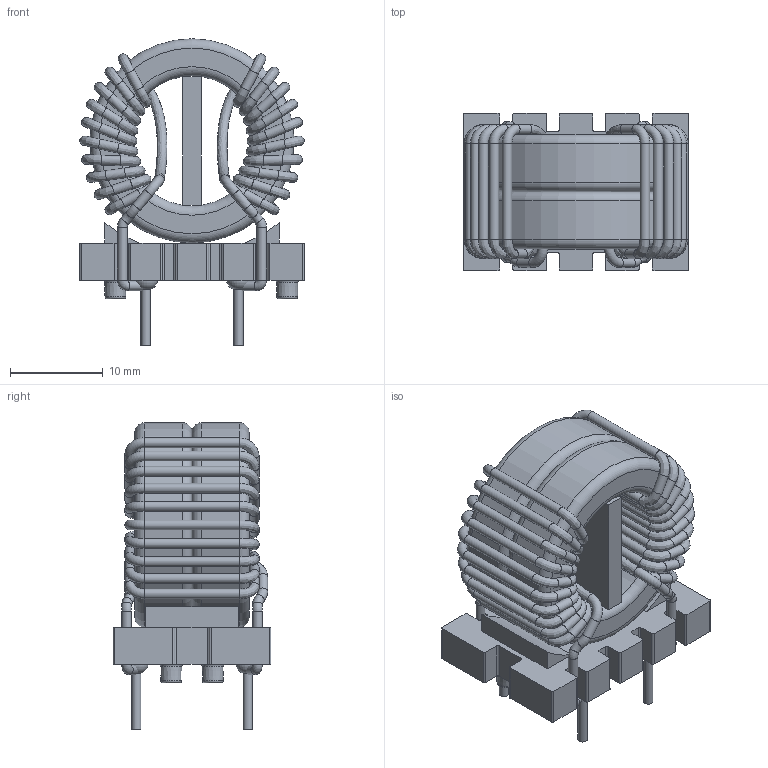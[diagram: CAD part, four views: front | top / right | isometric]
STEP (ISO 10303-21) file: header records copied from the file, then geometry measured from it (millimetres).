
FILE_DESCRIPTION(/* description */ ('Unknown'),/* implementation_level */ '2;1');
FILE_NAME(/* name */ 'L_Wurth_WE-ExB-L',/* time_stamp */ '2025-09-05T11:00:08+08:00',/* author */ ('Unknown'),/* organization */ ('Unknown'),/* preprocessor_version */ 'ST-DEVELOPER v19.4',/* originating_system */ 'Solid Edge',/* authorisation */ 'Unknown');
FILE_SCHEMA (('AUTOMOTIVE_DESIGN {1 0 10303 214 3 1 1}'));
Length unit declared in the file: millimetre
Products named in the file (2): L_Wurth_WE-ExB-L
Assembly tree (1 placements, depth 2):
  L_Wurth_WE-ExB-L
    L_Wurth_WE-ExB-L
Bounding box: 24.2 x 17 x 33 mm (x, y, z)
Volume: 5345.6 mm3; surface area: 6622.3 mm2
Topology: 6 solids, 6 shells, 348 faces, 774 edges, 452 vertices
Faces by surface type: cylinder 148, torus 78, plane 76, bspline 42, cone 4
Full cylindrical faces by diameter (mm): 1 x10, 1.05 x92, 14 x2, 22 x2
Entity records: 18488 total; most frequent: CARTESIAN_POINT 10808, DIRECTION 1470, ORIENTED_EDGE 1048, AXIS2_PLACEMENT_3D 642, EDGE_LOOP 600, FACE_BOUND 600, EDGE_CURVE 524, VERTEX_POINT 432
